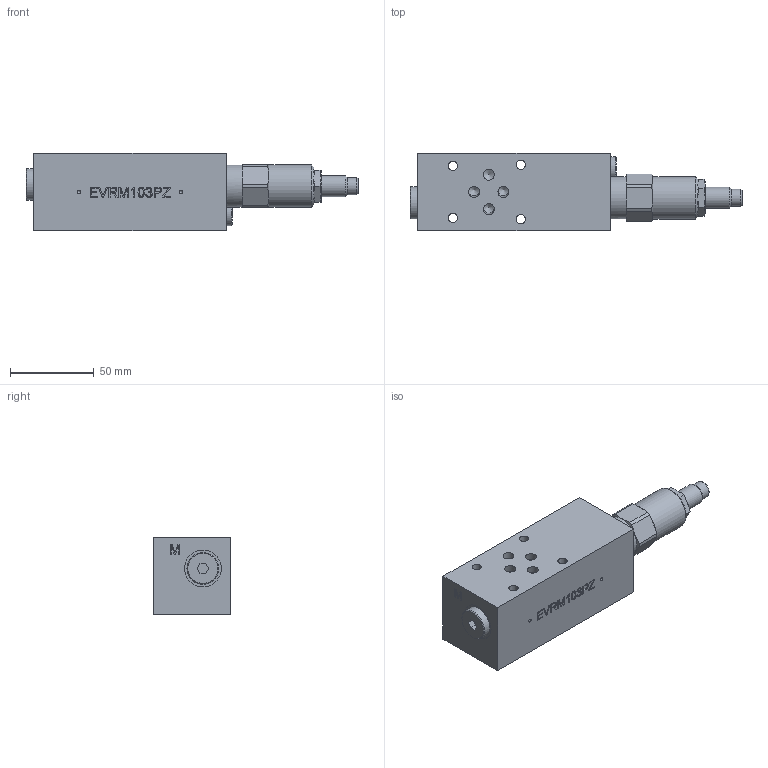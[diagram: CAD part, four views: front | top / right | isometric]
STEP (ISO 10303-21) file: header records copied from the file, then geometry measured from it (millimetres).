
FILE_DESCRIPTION(/* description */ (''),/* implementation_level */ '2;1');
FILE_NAME(/* name */ 'EVRM103PZ.stp',/* time_stamp */ '2016-02-16T13:12:16+01:00',/* author */ ('Ufftec7'),/* organization */ (''),/* preprocessor_version */ 'ST-DEVELOPER v16.1',/* originating_system */ 'Autodesk Inventor 2016',/* authorisation */ '');
FILE_SCHEMA (('AUTOMOTIVE_DESIGN { 1 0 10303 214 3 1 1 }'));
Products named in the file (5): DVRM103PZ-00_Shrink-wrap; pr10-32a; TC-14; TC-18; EVRM103PZ
Assembly tree (4 placements, depth 2):
  EVRM103PZ
    DVRM103PZ-00_Shrink-wrap
    pr10-32a
    TC-14
    TC-18
Bounding box: 197.94 x 46 x 46 mm (x, y, z)
Volume: 260616.7 mm3; surface area: 47079.4 mm2
Topology: 7 solids, 7 shells, 396 faces, 957 edges, 614 vertices
Faces by surface type: plane 182, bspline 79, cylinder 68, cone 56, torus 11
Full cylindrical faces by diameter (mm): 2 x2, 5.5 x4, 6.5 x9, 6.629 x1, 7 x1, 7.747 x1, 8 x1, 8.7 x1, 8.8 x1, 9.8 x1, 10.287 x1, 11.5 x1, 12 x4, 12.549 x1, 13.03 x1, 13.2 x1, 14 x1, 14.63 x3, 15.723 x2, 15.799 x2, 15.8 x1, 15.87 x1, 17 x1, 17.323 x1, 17.399 x2, 17.47 x1, 18.847 x1, 19 x1, 19.634 x1, 20.84 x1
Entity records: 12994 total; most frequent: CARTESIAN_POINT 4812, ORIENTED_EDGE 1626, DIRECTION 1480, EDGE_CURVE 813, VERTEX_POINT 575, EDGE_LOOP 554, AXIS2_PLACEMENT_3D 529, LINE 422
